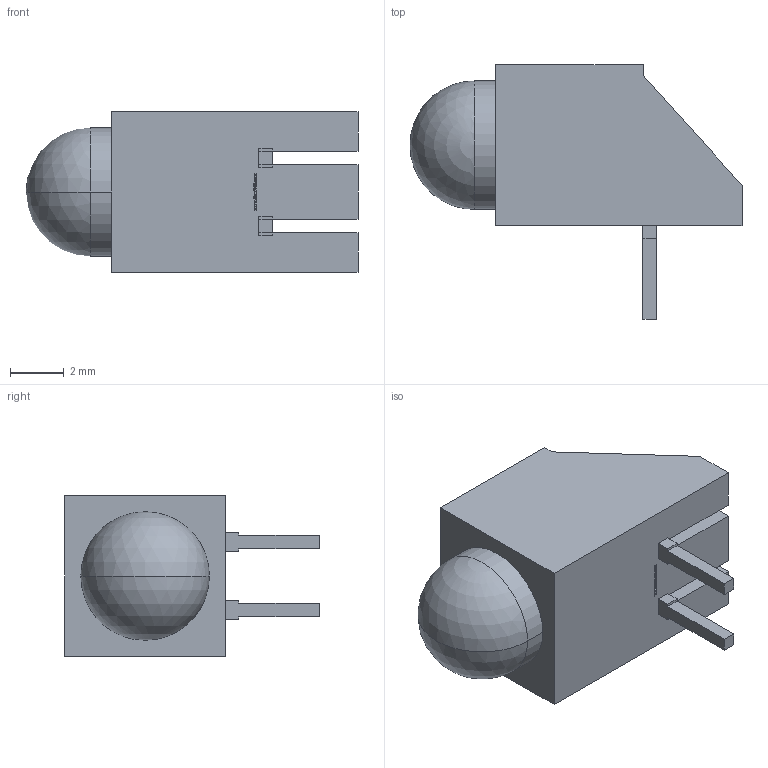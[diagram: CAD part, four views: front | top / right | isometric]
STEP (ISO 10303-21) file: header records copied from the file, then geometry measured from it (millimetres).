
FILE_DESCRIPTION (( 'STEP AP214' ), '1' );
FILE_NAME ('XVT1Lxx48.STEP', '2015-09-04T23:51:24', ( '' ), ( '' ), 'SwSTEP 2.0', 'SolidWorks 2012', '' );
FILE_SCHEMA (( 'AUTOMOTIVE_DESIGN' ));
Length unit declared in the file: millimetre
Products named in the file (1): XVT1Lxx48
Bounding box: 12.4 x 9.5 x 6 mm (x, y, z)
Volume: 310.5 mm3; surface area: 348.2 mm2
Topology: 1 solids, 1 shells, 234 faces, 644 edges, 427 vertices
Faces by surface type: plane 160, bspline 68, cylinder 4, sphere 2
Entity records: 12164 total; most frequent: CARTESIAN_POINT 4496, ORIENTED_EDGE 1280, DIRECTION 848, EDGE_CURVE 640, LINE 494, VECTOR 494, VERTEX_POINT 425, EDGE_LOOP 251
